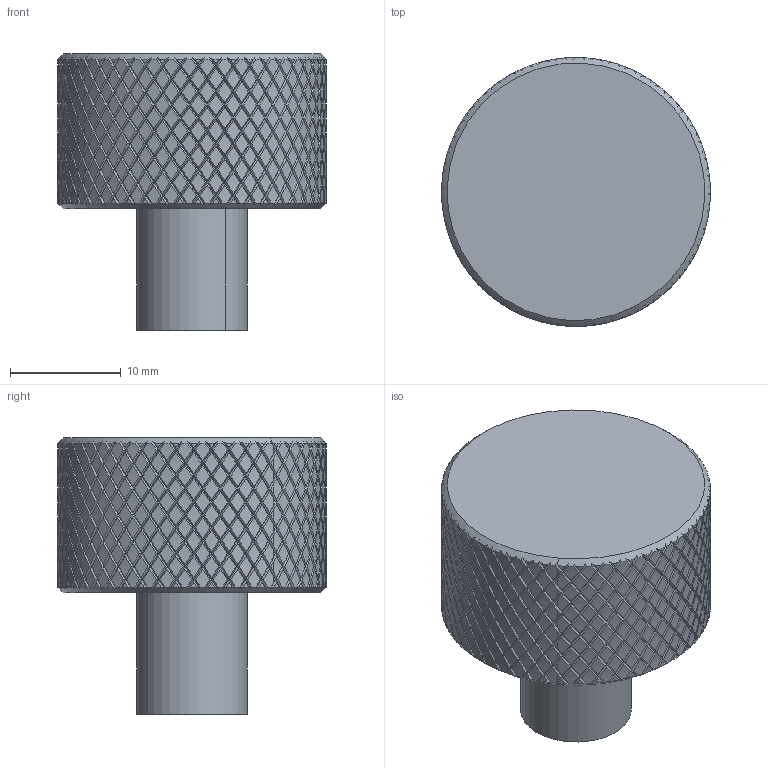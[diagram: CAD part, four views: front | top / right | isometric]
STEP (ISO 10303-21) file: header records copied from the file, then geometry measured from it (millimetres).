
FILE_DESCRIPTION(('Creo Elements/Direct Modeling STEP Export'),'2;1');
FILE_NAME('2464-24_2.stp','2022-04-27T 9:51:28',(''),(''),'Creo Elements/Direct Modeling STEP processor for AP214 (Solid Model)','Creo Elements/Direct Modeling 20.0 12-Nov-2016 (C) Parametric Technology GmbH','');
FILE_SCHEMA(('AUTOMOTIVE_DESIGN { 1 0 10303 214 1 1 1 1 }'));
Products named in the file (2): Haken
Assembly tree (1 placements, depth 2):
  Haken
    Haken
Bounding box: 24.3 x 24.3 x 25 mm (x, y, z)
Volume: 7219.6 mm3; surface area: 2587.2 mm2
Topology: 1 solids, 1 shells, 2907 faces, 6120 edges, 3216 vertices
Faces by surface type: bspline 2256, cylinder 639, cone 8, plane 4
Entity records: 114770 total; most frequent: CARTESIAN_POINT 74666, ORIENTED_EDGE 12236, EDGE_CURVE 6118, B_SPLINE_CURVE_WITH_KNOTS 4748, SURFACE_CURVE 4748, VERTEX_POINT 3216, EDGE_LOOP 2910, FACE_OUTER_BOUND 2907
